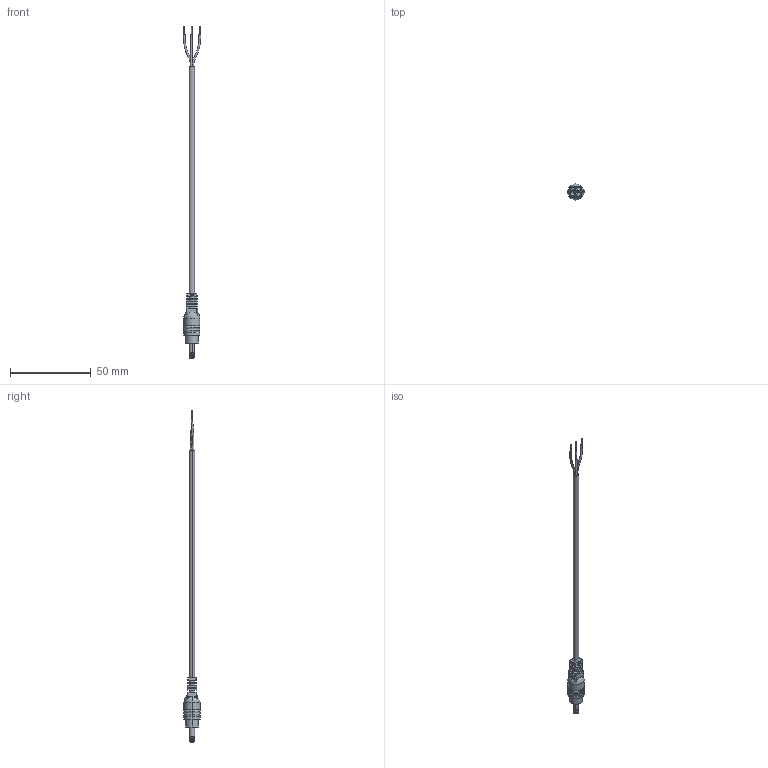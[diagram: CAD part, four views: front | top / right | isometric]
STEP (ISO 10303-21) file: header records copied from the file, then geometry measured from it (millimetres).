
FILE_DESCRIPTION (( 'STEP AP203' ), '1' );
FILE_NAME ('053-0445R.step', '2016-09-15T23:09:39', ( '' ), ( '' ), 'SwSTEP 2.0', 'SolidWorks 2015', '' );
FILE_SCHEMA (( 'CONFIG_CONTROL_DESIGN' ));
Length unit declared in the file: millimetre
Products named in the file (9): 24-00052___; 50-00074; 50-00074 contact 2; 50-00074 insulator; 50-00074 pin; 50-00074 contact 1; 50-00074 insulator block; 053-0445R; 30-00006_wst
Assembly tree (8 placements, depth 3):
  053-0445R
    30-00006_wst
    24-00052___
    50-00074
      50-00074 contact 1
      50-00074 contact 2
      50-00074 insulator block
      50-00074 insulator
      50-00074 pin
Bounding box: 10.85 x 10 x 206 mm (x, y, z)
Volume: 2779.5 mm3; surface area: 5786.1 mm2
Topology: 10 solids, 10 shells, 536 faces, 1294 edges, 816 vertices
Faces by surface type: cylinder 207, plane 202, bspline 58, cone 49, torus 20
Entity records: 18986 total; most frequent: CARTESIAN_POINT 5896, ORIENTED_EDGE 2580, DIRECTION 2432, EDGE_CURVE 1290, AXIS2_PLACEMENT_3D 909, VERTEX_POINT 816, VECTOR 614, LINE 614
